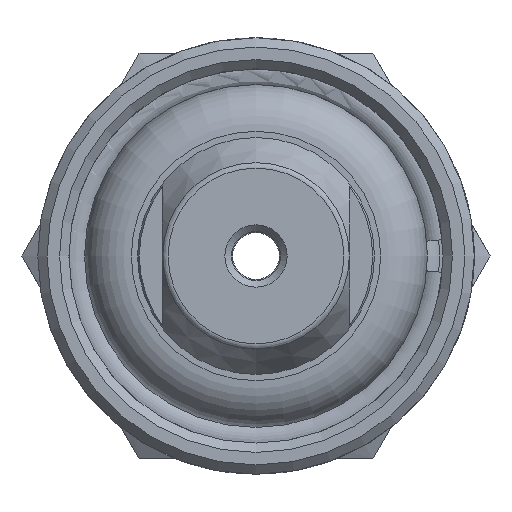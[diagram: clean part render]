
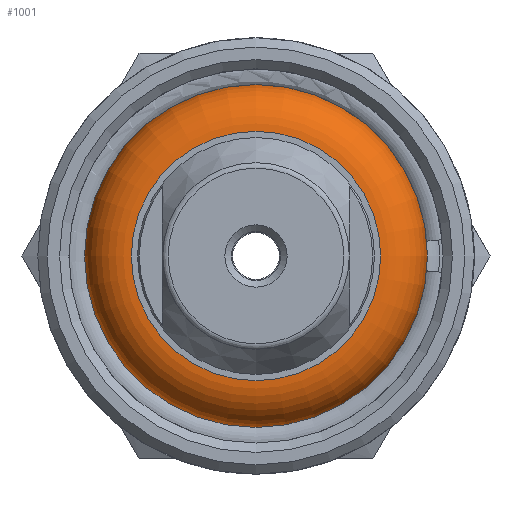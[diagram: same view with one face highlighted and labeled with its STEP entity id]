
A CAD part, front view. The second image highlights one B-rep face of the part: STEP entity #1001.
In plain terms, the highlighted toroidal (fillet/blend) face has major radius 4 mm and minor radius 1.5 mm.
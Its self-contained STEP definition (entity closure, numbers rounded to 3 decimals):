
#54=TOROIDAL_SURFACE('',#1186,4.,1.5);
#332=ORIENTED_EDGE('',*,*,#463,.T.);
#333=ORIENTED_EDGE('',*,*,#465,.F.);
#463=EDGE_CURVE('',#559,#559,#635,.T.);
#465=EDGE_CURVE('',#561,#561,#637,.T.);
#559=VERTEX_POINT('',#1813);
#561=VERTEX_POINT('',#1819);
#635=CIRCLE('',#1181,4.);
#637=CIRCLE('',#1185,4.);
#760=EDGE_LOOP('',(#332));
#761=EDGE_LOOP('',(#333));
#898=FACE_BOUND('',#760,.T.);
#899=FACE_BOUND('',#761,.T.);
#1001=ADVANCED_FACE('',(#898,#899),#54,.T.);
#1181=AXIS2_PLACEMENT_3D('',#1812,#1457,#1458);
#1185=AXIS2_PLACEMENT_3D('',#1818,#1465,#1466);
#1186=AXIS2_PLACEMENT_3D('',#1820,#1467,#1468);
#1457=DIRECTION('',(0.,-1.,0.));
#1458=DIRECTION('',(0.,0.,-1.));
#1465=DIRECTION('',(0.,-1.,0.));
#1466=DIRECTION('',(0.,0.,-1.));
#1467=DIRECTION('',(0.,-1.,0.));
#1468=DIRECTION('',(0.,0.,-1.));
#1812=CARTESIAN_POINT('',(0.,1.5,0.));
#1813=CARTESIAN_POINT('',(0.,1.5,-4.));
#1818=CARTESIAN_POINT('',(0.,-1.5,0.));
#1819=CARTESIAN_POINT('',(0.,-1.5,-4.));
#1820=CARTESIAN_POINT('',(0.,0.,0.));
